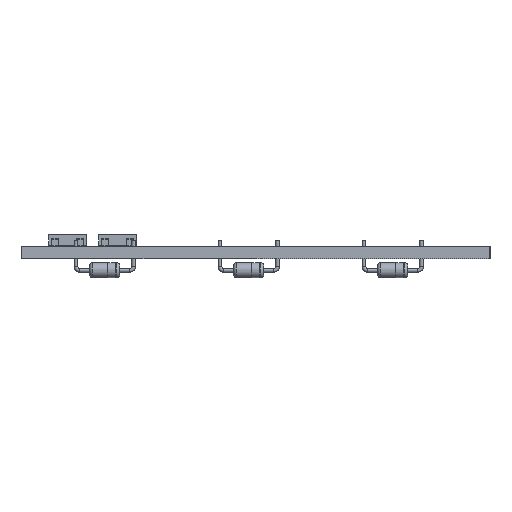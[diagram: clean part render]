
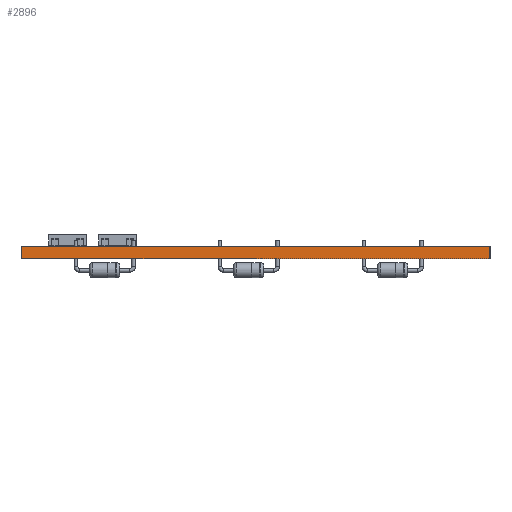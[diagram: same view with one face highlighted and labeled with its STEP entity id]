
A CAD part, left-side view. The second image highlights one B-rep face of the part: STEP entity #2896.
In plain terms, the highlighted planar face has unit normal (-1, 0, 0).
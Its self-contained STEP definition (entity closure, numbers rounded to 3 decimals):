
#2840 = VERTEX_POINT('',#2841);
#2841 = CARTESIAN_POINT('',(-40.481,-30.956,1.6));
#2847 = EDGE_CURVE('',#2848,#2840,#2850,.T.);
#2848 = VERTEX_POINT('',#2849);
#2849 = CARTESIAN_POINT('',(-40.481,-30.956,0.));
#2850 = LINE('',#2851,#2852);
#2851 = CARTESIAN_POINT('',(-40.481,-30.956,0.));
#2852 = VECTOR('',#2853,1.);
#2853 = DIRECTION('',(0.,0.,1.));
#2896 = ADVANCED_FACE('',(#2897),#2922,.T.);
#2897 = FACE_BOUND('',#2898,.T.);
#2898 = EDGE_LOOP('',(#2899,#2900,#2908,#2916));
#2899 = ORIENTED_EDGE('',*,*,#2847,.T.);
#2900 = ORIENTED_EDGE('',*,*,#2901,.T.);
#2901 = EDGE_CURVE('',#2840,#2902,#2904,.T.);
#2902 = VERTEX_POINT('',#2903);
#2903 = CARTESIAN_POINT('',(-40.481,30.956,1.6));
#2904 = LINE('',#2905,#2906);
#2905 = CARTESIAN_POINT('',(-40.481,-30.956,1.6));
#2906 = VECTOR('',#2907,1.);
#2907 = DIRECTION('',(0.,1.,0.));
#2908 = ORIENTED_EDGE('',*,*,#2909,.F.);
#2909 = EDGE_CURVE('',#2910,#2902,#2912,.T.);
#2910 = VERTEX_POINT('',#2911);
#2911 = CARTESIAN_POINT('',(-40.481,30.956,0.));
#2912 = LINE('',#2913,#2914);
#2913 = CARTESIAN_POINT('',(-40.481,30.956,0.));
#2914 = VECTOR('',#2915,1.);
#2915 = DIRECTION('',(0.,0.,1.));
#2916 = ORIENTED_EDGE('',*,*,#2917,.F.);
#2917 = EDGE_CURVE('',#2848,#2910,#2918,.T.);
#2918 = LINE('',#2919,#2920);
#2919 = CARTESIAN_POINT('',(-40.481,-30.956,0.));
#2920 = VECTOR('',#2921,1.);
#2921 = DIRECTION('',(0.,1.,0.));
#2922 = PLANE('',#2923);
#2923 = AXIS2_PLACEMENT_3D('',#2924,#2925,#2926);
#2924 = CARTESIAN_POINT('',(-40.481,-30.956,0.));
#2925 = DIRECTION('',(-1.,0.,0.));
#2926 = DIRECTION('',(0.,1.,0.));
